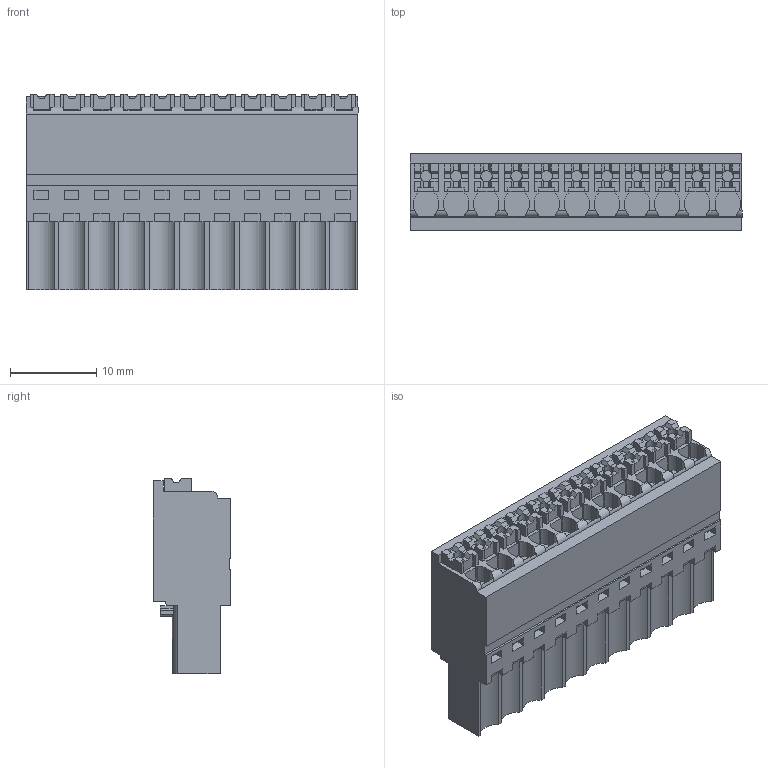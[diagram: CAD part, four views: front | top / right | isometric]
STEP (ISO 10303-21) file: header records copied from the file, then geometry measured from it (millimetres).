
FILE_DESCRIPTION(('CATIA V5R24 STEP','CAx-IF Rec.Pracs.--- Model Styling and Organization---1.2---2011-12-15'),'2;1');
FILE_NAME ('D1462537_0', '2018-01-11T13:29:10+00:00', ('Weidmueller Interface'), ('Weidmueller'), 'CATIA Version 5-6 Release 2014 SP4 HF52', 'CATIA V5 STEP AP214', 'none');
FILE_SCHEMA(('AUTOMOTIVE_DESIGN { 1 0 10303 214 1 1 1 1 }'));
Length unit declared in the file: millimetre
Products named in the file (1): 2459370000
Bounding box: 38.54 x 9 x 22.7 mm (x, y, z)
Volume: 5636.3 mm3; surface area: 4622.7 mm2
Topology: 12 solids, 12 shells, 1032 faces, 3028 edges, 2042 vertices
Faces by surface type: plane 943, cylinder 89
Entity records: 32674 total; most frequent: CARTESIAN_POINT 6743, ORIENTED_EDGE 6056, DIRECTION 4094, EDGE_CURVE 3028, VECTOR 2542, LINE 2542, VERTEX_POINT 2042, EDGE_LOOP 1076
